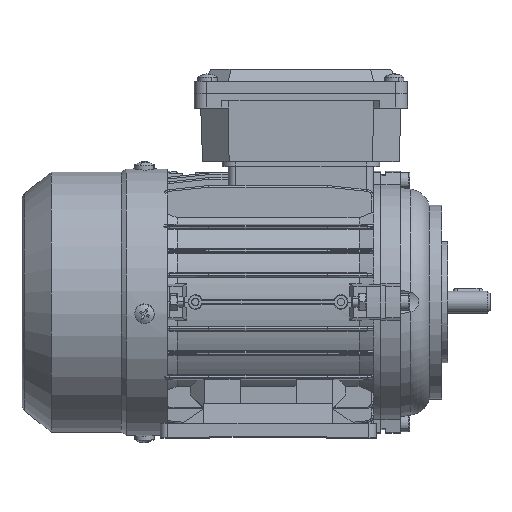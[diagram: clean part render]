
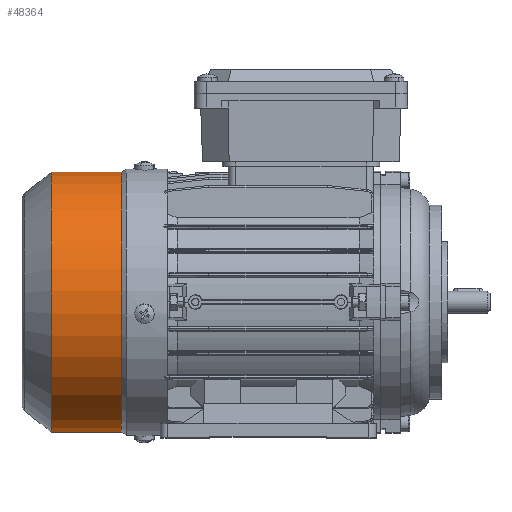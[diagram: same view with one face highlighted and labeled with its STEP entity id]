
A CAD part, top view. The second image highlights one B-rep face of the part: STEP entity #48364.
In plain terms, the highlighted cylindrical face has radius 53.8 mm (diameter 107.6 mm), a partial arc.
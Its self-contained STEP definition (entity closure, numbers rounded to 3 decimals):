
#48339 = VERTEX_POINT ( 'NONE', #89032 ) ;
#48340 = VERTEX_POINT ( 'NONE', #89031 ) ;
#48341 = ORIENTED_EDGE ( 'NONE', *, *, #48342, .T. ) ;
#48342 = EDGE_CURVE ( 'NONE', #48340, #48358, #89030, .T. ) ;
#48343 = ORIENTED_EDGE ( 'NONE', *, *, #48356, .F. ) ;
#48344 = ORIENTED_EDGE ( 'NONE', *, *, #48345, .F. ) ;
#48345 = EDGE_CURVE ( 'NONE', #48339, #48357, #89026, .T. ) ;
#48356 = EDGE_CURVE ( 'NONE', #48357, #48358, #89067, .T. ) ;
#48357 = VERTEX_POINT ( 'NONE', #89062 ) ;
#48358 = VERTEX_POINT ( 'NONE', #89061 ) ;
#48364 = ADVANCED_FACE ( 'NONE', ( #89052 ), #89050, .T. ) ;
#48365 = EDGE_LOOP ( 'NONE', ( #48366, #48341, #48343, #48344 ) ) ;
#48366 = ORIENTED_EDGE ( 'NONE', *, *, #48367, .T. ) ;
#48367 = EDGE_CURVE ( 'NONE', #48339, #48340, #89051, .T. ) ;
#89023 = DIRECTION ( 'NONE',  ( -1., 0., 0. ) ) ;
#89024 = VECTOR ( 'NONE', #89023, 1000. ) ;
#89025 = CARTESIAN_POINT ( 'NONE',  ( 0., 0., 53.8 ) ) ;
#89026 = LINE ( 'NONE', #89025, #89024 ) ;
#89027 = DIRECTION ( 'NONE',  ( -1., 0., 0. ) ) ;
#89028 = VECTOR ( 'NONE', #89027, 1000. ) ;
#89029 = CARTESIAN_POINT ( 'NONE',  ( 0., 0., -53.8 ) ) ;
#89030 = LINE ( 'NONE', #89029, #89028 ) ;
#89031 = CARTESIAN_POINT ( 'NONE',  ( 48., 0., -53.8 ) ) ;
#89032 = CARTESIAN_POINT ( 'NONE',  ( 48., 0., 53.8 ) ) ;
#89042 = DIRECTION ( 'NONE',  ( 0., 0., 1. ) ) ;
#89043 = DIRECTION ( 'NONE',  ( -1., 0., 0. ) ) ;
#89044 = CARTESIAN_POINT ( 'NONE',  ( 48., 0., 0. ) ) ;
#89045 = AXIS2_PLACEMENT_3D ( 'NONE', #89044, #89043, #89042 ) ;
#89046 = DIRECTION ( 'NONE',  ( 0., 0., 1. ) ) ;
#89047 = DIRECTION ( 'NONE',  ( -1., 0., 0. ) ) ;
#89048 = CARTESIAN_POINT ( 'NONE',  ( 0., 0., 0. ) ) ;
#89049 = AXIS2_PLACEMENT_3D ( 'NONE', #89048, #89047, #89046 ) ;
#89050 = CYLINDRICAL_SURFACE ( 'NONE', #89049, 53.8 ) ;
#89051 = CIRCLE ( 'NONE', #89045, 53.8 ) ;
#89052 = FACE_OUTER_BOUND ( 'NONE', #48365, .T. ) ;
#89061 = CARTESIAN_POINT ( 'NONE',  ( 19., 0., -53.8 ) ) ;
#89062 = CARTESIAN_POINT ( 'NONE',  ( 19., 0., 53.8 ) ) ;
#89063 = DIRECTION ( 'NONE',  ( 0., 0., 1. ) ) ;
#89064 = DIRECTION ( 'NONE',  ( -1., 0., 0. ) ) ;
#89065 = CARTESIAN_POINT ( 'NONE',  ( 19., 0., 0. ) ) ;
#89066 = AXIS2_PLACEMENT_3D ( 'NONE', #89065, #89064, #89063 ) ;
#89067 = CIRCLE ( 'NONE', #89066, 53.8 ) ;
